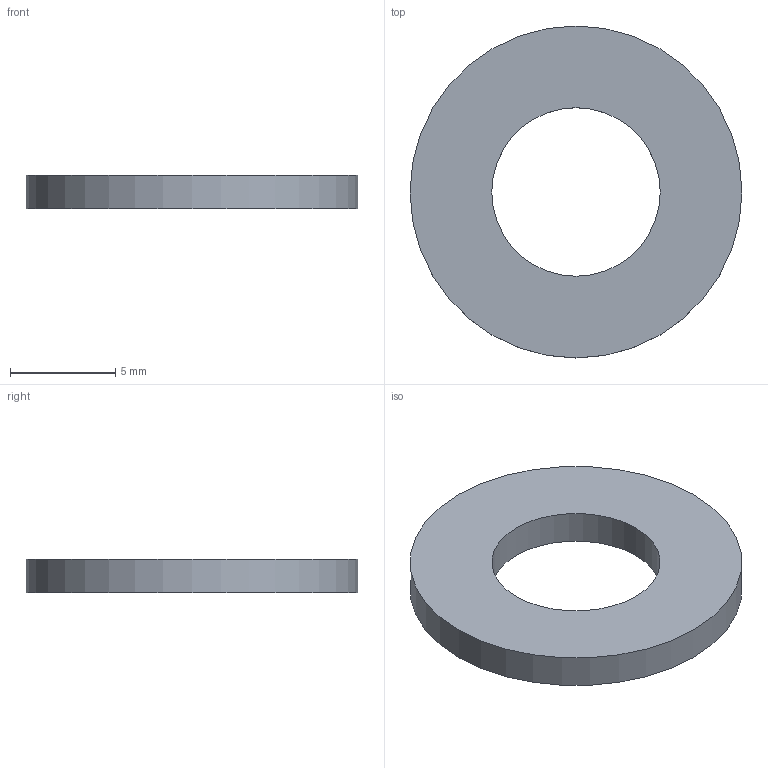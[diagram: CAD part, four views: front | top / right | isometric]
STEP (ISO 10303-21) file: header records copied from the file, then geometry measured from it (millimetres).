
FILE_DESCRIPTION(('FreeCAD Model'),'2;1');
FILE_NAME('m8_washer.step', '2016-11-15T14:26:57',('Author'),(''), 'Open CASCADE STEP processor 6.8','FreeCAD','Unknown');
FILE_SCHEMA(('AUTOMOTIVE_DESIGN_CC2 { 1 2 10303 214 -1 1 5 4 }'));
Length unit declared in the file: millimetre
Products named in the file (2): ASSEMBLY; Pad
Assembly tree (1 placements, depth 2):
  ASSEMBLY
    Pad
Bounding box: 15.76 x 15.76 x 1.6 mm (x, y, z)
Volume: 231.7 mm3; surface area: 409.1 mm2
Topology: 1 solids, 1 shells, 4 faces, 6 edges, 4 vertices
Faces by surface type: cylinder 2, plane 2
Full cylindrical faces by diameter (mm): 8 x1, 15.76 x1
Entity records: 227 total; most frequent: CARTESIAN_POINT 52, DIRECTION 30, ORIENTED_EDGE 12, PCURVE 12, DEFINITIONAL_REPRESENTATION 12, AXIS2_PLACEMENT_3D 10, LINE 10, VECTOR 10
